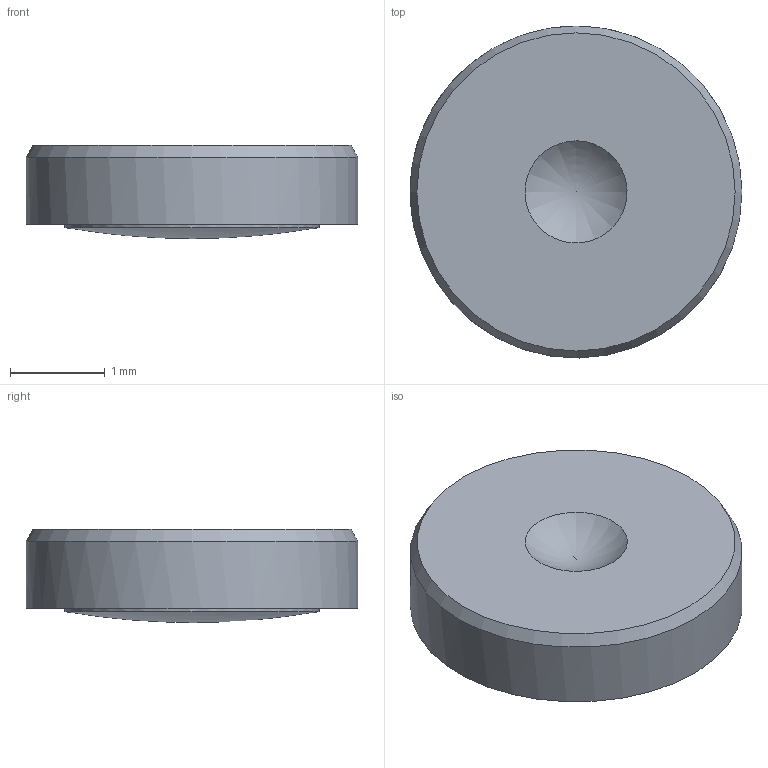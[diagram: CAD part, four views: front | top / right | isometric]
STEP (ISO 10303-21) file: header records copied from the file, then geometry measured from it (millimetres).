
FILE_DESCRIPTION(/* description */ (''),/* implementation_level */ '2;1');
FILE_NAME(/* name */ 'P0844252-02-Element 2.stp',/* time_stamp */ '2023-09-14T07:03:26-07:00',/* author */ (''),/* organization */ (''),/* preprocessor_version */ 'ST-DEVELOPER v18.102',/* originating_system */ 'SIEMENS PLM Software NX2206.8900',/* authorisation */ '');
FILE_SCHEMA (('AUTOMOTIVE_DESIGN { 1 0 10303 214 3 1 1 1 }'));
Bounding box: 3.5 x 3.5 x 0.98 mm (x, y, z)
Volume: 8.4 mm3; surface area: 28.3 mm2
Topology: 1 solids, 1 shells, 7 faces, 16 edges, 11 vertices
Faces by surface type: bspline 3, plane 2, cylinder 1, cone 1
Full cylindrical faces by diameter (mm): 3.5 x1
Entity records: 364 total; most frequent: CRTPNT 227, DRCTN 18, FCBND 14, ORNEDG 14, EDGLP 12, VRTPNT 9, A2PL3D 9, ADVFC 7
